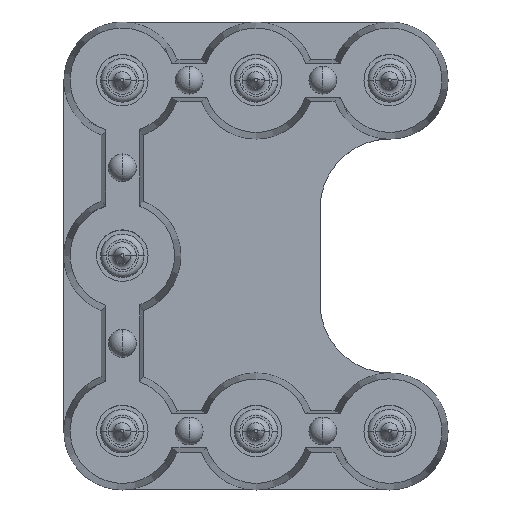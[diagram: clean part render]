
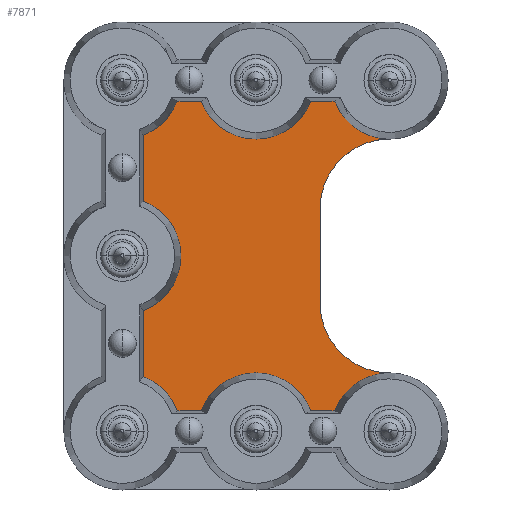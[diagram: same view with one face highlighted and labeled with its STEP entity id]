
A CAD part, top view. The second image highlights one B-rep face of the part: STEP entity #7871.
In plain terms, the highlighted planar face has unit normal (0, 0, 1).
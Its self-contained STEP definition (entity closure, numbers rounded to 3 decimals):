
#131=CARTESIAN_POINT('',(1.962,-0.75,0.6));
#136=CARTESIAN_POINT('',(0.,0.,0.6));
#137=DIRECTION('',(0.,0.,1.));
#138=DIRECTION('',(0.357,-0.934,0.));
#139=AXIS2_PLACEMENT_3D('',#136,#137,#138);
#141=CARTESIAN_POINT('',(0.75,-1.962,0.6));
#1541=DIRECTION('',(1.,0.,0.));
#1542=VECTOR('',#1541,0.877);
#1543=CARTESIAN_POINT('',(1.962,-0.75,0.6));
#1544=LINE('',#1543,#1542);
#1545=DIRECTION('',(1.,0.,0.));
#1546=VECTOR('',#1545,0.877);
#1547=CARTESIAN_POINT('',(6.762,-0.75,0.6));
#1548=LINE('',#1547,#1546);
#1549=CARTESIAN_POINT('',(9.6,-4.6,0.6));
#1550=DIRECTION('',(0.,0.,-1.));
#1551=DIRECTION('',(-1.,0.,0.));
#1552=AXIS2_PLACEMENT_3D('',#1549,#1550,#1551);
#1554=DIRECTION('',(0.,1.,0.));
#1555=VECTOR('',#1554,3.4);
#1556=CARTESIAN_POINT('',(7.1,-8.,0.6));
#1557=LINE('',#1556,#1555);
#1558=CARTESIAN_POINT('',(9.6,-8.,0.6));
#1559=DIRECTION('',(0.,0.,-1.));
#1560=DIRECTION('',(0.,-1.,0.));
#1561=AXIS2_PLACEMENT_3D('',#1558,#1559,#1560);
#1563=DIRECTION('',(-1.,0.,0.));
#1564=VECTOR('',#1563,0.877);
#1565=CARTESIAN_POINT('',(7.638,-11.85,0.6));
#1566=LINE('',#1565,#1564);
#1567=DIRECTION('',(-1.,0.,0.));
#1568=VECTOR('',#1567,0.877);
#1569=CARTESIAN_POINT('',(2.838,-11.85,0.6));
#1570=LINE('',#1569,#1568);
#1571=DIRECTION('',(0.,1.,0.));
#1572=VECTOR('',#1571,2.377);
#1573=CARTESIAN_POINT('',(0.75,-10.638,0.6));
#1574=LINE('',#1573,#1572);
#1575=DIRECTION('',(0.,1.,0.));
#1576=VECTOR('',#1575,2.377);
#1577=CARTESIAN_POINT('',(0.75,-4.338,0.6));
#1578=LINE('',#1577,#1576);
#1619=CARTESIAN_POINT('',(4.8,0.,0.6));
#1620=DIRECTION('',(0.,0.,-1.));
#1621=DIRECTION('',(0.934,-0.357,0.));
#1622=AXIS2_PLACEMENT_3D('',#1619,#1620,#1621);
#1624=CARTESIAN_POINT('',(2.838,-0.75,0.6));
#1634=CARTESIAN_POINT('',(6.762,-0.75,0.6));
#1744=CARTESIAN_POINT('',(9.6,0.,0.6));
#1745=DIRECTION('',(0.,0.,1.));
#1746=DIRECTION('',(-0.934,-0.357,0.));
#1747=AXIS2_PLACEMENT_3D('',#1744,#1745,#1746);
#1749=CARTESIAN_POINT('',(7.638,-0.75,0.6));
#1909=CARTESIAN_POINT('',(1.962,-11.85,0.6));
#1919=CARTESIAN_POINT('',(0.75,-10.638,0.6));
#1924=CARTESIAN_POINT('',(0.,-12.6,0.6));
#1925=DIRECTION('',(0.,0.,1.));
#1926=DIRECTION('',(0.934,0.357,0.));
#1927=AXIS2_PLACEMENT_3D('',#1924,#1925,#1926);
#2032=CARTESIAN_POINT('',(0.75,-4.338,0.6));
#2037=CARTESIAN_POINT('',(0.,-6.3,0.6));
#2038=DIRECTION('',(0.,0.,1.));
#2039=DIRECTION('',(0.357,-0.934,0.));
#2040=AXIS2_PLACEMENT_3D('',#2037,#2038,#2039);
#2042=CARTESIAN_POINT('',(0.75,-8.262,0.6));
#2164=CARTESIAN_POINT('',(2.838,-11.85,0.6));
#2169=CARTESIAN_POINT('',(4.8,-12.6,0.6));
#2170=DIRECTION('',(0.,0.,-1.));
#2171=DIRECTION('',(-0.934,0.357,0.));
#2172=AXIS2_PLACEMENT_3D('',#2169,#2170,#2171);
#2174=CARTESIAN_POINT('',(6.762,-11.85,0.6));
#2203=CARTESIAN_POINT('',(7.638,-11.85,0.6));
#2208=CARTESIAN_POINT('',(9.6,-12.6,0.6));
#2209=DIRECTION('',(0.,0.,1.));
#2210=DIRECTION('',(0.,1.,0.));
#2211=AXIS2_PLACEMENT_3D('',#2208,#2209,#2210);
#4569=CARTESIAN_POINT('',(7.1,-8.,0.6));
#4570=CARTESIAN_POINT('',(7.1,-4.6,0.6));
#4571=VERTEX_POINT('',#4569);
#4572=VERTEX_POINT('',#4570);
#4613=CARTESIAN_POINT('',(9.6,-10.5,0.6));
#4614=VERTEX_POINT('',#4613);
#4615=CARTESIAN_POINT('',(9.6,-2.1,0.6));
#4616=VERTEX_POINT('',#4615);
#4667=VERTEX_POINT('',#2174);
#4670=VERTEX_POINT('',#2203);
#4673=VERTEX_POINT('',#1909);
#4676=VERTEX_POINT('',#2164);
#4679=VERTEX_POINT('',#2042);
#4682=VERTEX_POINT('',#1919);
#4685=VERTEX_POINT('',#141);
#4688=VERTEX_POINT('',#2032);
#4691=VERTEX_POINT('',#131);
#4694=VERTEX_POINT('',#1624);
#4697=VERTEX_POINT('',#1634);
#4700=VERTEX_POINT('',#1749);
#7835=CARTESIAN_POINT('',(0.,0.,0.6));
#7836=DIRECTION('',(0.,0.,1.));
#7837=DIRECTION('',(0.,-1.,0.));
#7838=AXIS2_PLACEMENT_3D('',#7835,#7836,#7837);
#7839=PLANE('',#7838);
#7840=ORIENTED_EDGE('',*,*,#5859,.T.);
#7842=ORIENTED_EDGE('',*,*,#7841,.F.);
#7844=ORIENTED_EDGE('',*,*,#7843,.T.);
#7846=ORIENTED_EDGE('',*,*,#7845,.T.);
#7848=ORIENTED_EDGE('',*,*,#7847,.F.);
#7850=ORIENTED_EDGE('',*,*,#7849,.F.);
#7852=ORIENTED_EDGE('',*,*,#7851,.F.);
#7854=ORIENTED_EDGE('',*,*,#7853,.T.);
#7856=ORIENTED_EDGE('',*,*,#7855,.T.);
#7858=ORIENTED_EDGE('',*,*,#7857,.F.);
#7860=ORIENTED_EDGE('',*,*,#7859,.T.);
#7862=ORIENTED_EDGE('',*,*,#7861,.T.);
#7864=ORIENTED_EDGE('',*,*,#7863,.T.);
#7866=ORIENTED_EDGE('',*,*,#7865,.T.);
#7867=ORIENTED_EDGE('',*,*,#7810,.T.);
#7868=ORIENTED_EDGE('',*,*,#5808,.T.);
#7869=EDGE_LOOP('',(#7840,#7842,#7844,#7846,#7848,#7850,#7852,#7854,#7856,#7858,
#7860,#7862,#7864,#7866,#7867,#7868));
#7870=FACE_OUTER_BOUND('',#7869,.F.);
#7871=ADVANCED_FACE('',(#7870),#7839,.T.);
#140=CIRCLE('',#139,2.1);
#1553=CIRCLE('',#1552,2.5);
#1562=CIRCLE('',#1561,2.5);
#1623=CIRCLE('',#1622,2.1);
#1748=CIRCLE('',#1747,2.1);
#1928=CIRCLE('',#1927,2.1);
#2041=CIRCLE('',#2040,2.1);
#2173=CIRCLE('',#2172,2.1);
#2212=CIRCLE('',#2211,2.1);
#5808=EDGE_CURVE('',#4685,#4691,#140,.T.);
#5859=EDGE_CURVE('',#4691,#4694,#1544,.T.);
#7810=EDGE_CURVE('',#4688,#4685,#1578,.T.);
#7841=EDGE_CURVE('',#4697,#4694,#1623,.T.);
#7843=EDGE_CURVE('',#4697,#4700,#1548,.T.);
#7845=EDGE_CURVE('',#4700,#4616,#1748,.T.);
#7847=EDGE_CURVE('',#4572,#4616,#1553,.T.);
#7849=EDGE_CURVE('',#4571,#4572,#1557,.T.);
#7851=EDGE_CURVE('',#4614,#4571,#1562,.T.);
#7853=EDGE_CURVE('',#4614,#4670,#2212,.T.);
#7855=EDGE_CURVE('',#4670,#4667,#1566,.T.);
#7857=EDGE_CURVE('',#4676,#4667,#2173,.T.);
#7859=EDGE_CURVE('',#4676,#4673,#1570,.T.);
#7861=EDGE_CURVE('',#4673,#4682,#1928,.T.);
#7863=EDGE_CURVE('',#4682,#4679,#1574,.T.);
#7865=EDGE_CURVE('',#4679,#4688,#2041,.T.);
